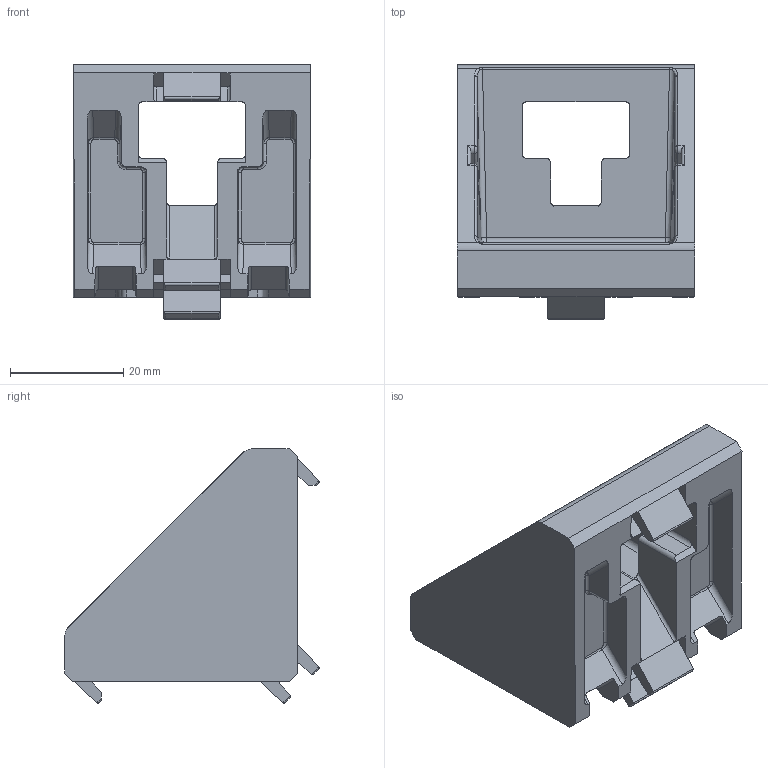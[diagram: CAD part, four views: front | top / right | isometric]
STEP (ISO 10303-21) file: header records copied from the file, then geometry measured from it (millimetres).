
FILE_DESCRIPTION (( 'STEP AP214' ), '1' );
FILE_NAME ('093w423n10.STEP', '2014-08-20T12:35:20', ( '' ), ( '' ), 'SwSTEP 2.0', 'SolidWorks 2014', '' );
FILE_SCHEMA (( 'AUTOMOTIVE_DESIGN' ));
Length unit declared in the file: millimetre
Products named in the file (1): 093w423n10
Bounding box: 42 x 44.89 x 44.89 mm (x, y, z)
Volume: 21833 mm3; surface area: 11863.7 mm2
Topology: 1 solids, 1 shells, 281 faces, 747 edges, 464 vertices
Faces by surface type: plane 117, cylinder 111, bspline 47, cone 4, sphere 2
Entity records: 9255 total; most frequent: CARTESIAN_POINT 2978, ORIENTED_EDGE 1490, DIRECTION 1122, EDGE_CURVE 745, VERTEX_POINT 464, LINE 438, VECTOR 438, AXIS2_PLACEMENT_3D 342
